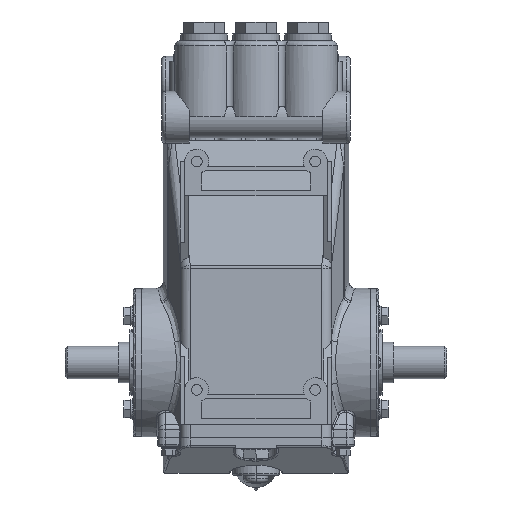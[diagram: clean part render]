
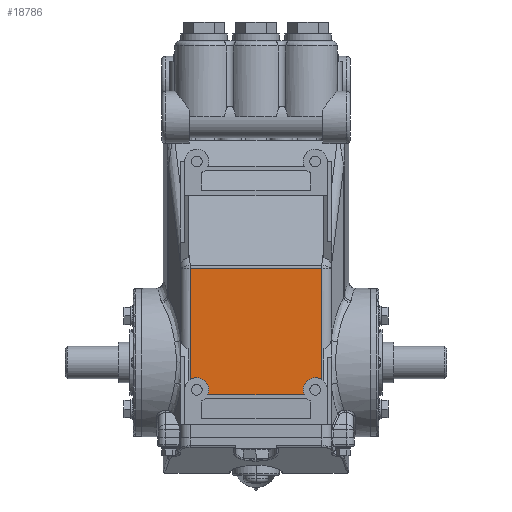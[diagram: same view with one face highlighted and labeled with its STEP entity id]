
A CAD part, front view. The second image highlights one B-rep face of the part: STEP entity #18786.
In plain terms, the highlighted planar face has unit normal (0, -1, 0).
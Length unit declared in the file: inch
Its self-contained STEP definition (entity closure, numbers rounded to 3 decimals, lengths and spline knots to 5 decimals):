
#1129 = DIRECTION ( 'NONE',  ( 0., 0., 1. ) ) ;
#1130 = VECTOR ( 'NONE', #1129, 39.37008 ) ;
#1131 = CARTESIAN_POINT ( 'NONE',  ( 1.91763, -2.375, 2.8 ) ) ;
#1132 = LINE ( 'NONE', #1131, #1130 ) ;
#1133 = CARTESIAN_POINT ( 'NONE',  ( 1.91763, -2.375, 2.7573 ) ) ;
#1173 = DIRECTION ( 'NONE',  ( 0., -1., 0. ) ) ;
#1174 = CARTESIAN_POINT ( 'NONE',  ( 1.73, -2.375, -0.8 ) ) ;
#1175 = AXIS2_PLACEMENT_3D ( 'NONE', #1174, #1173, #1220 ) ;
#1183 = CIRCLE ( 'NONE', #1175, 0.355 ) ;
#1184 = CARTESIAN_POINT ( 'NONE',  ( 1.91763, -2.375, -0.49864 ) ) ;
#1220 = DIRECTION ( 'NONE',  ( 0., 0., 1. ) ) ;
#2212 = DIRECTION ( 'NONE',  ( 0., 0., -1. ) ) ;
#2213 = VECTOR ( 'NONE', #2212, 39.37008 ) ;
#2214 = CARTESIAN_POINT ( 'NONE',  ( -1.91763, -2.375, -2.2 ) ) ;
#2215 = LINE ( 'NONE', #2214, #2213 ) ;
#2216 = CARTESIAN_POINT ( 'NONE',  ( -1.91763, -2.375, 2.7573 ) ) ;
#2233 = DIRECTION ( 'NONE',  ( -1., 0., 0. ) ) ;
#2234 = VECTOR ( 'NONE', #2233, 39.37008 ) ;
#2235 = CARTESIAN_POINT ( 'NONE',  ( 2.715, -2.375, 2.7573 ) ) ;
#2236 = LINE ( 'NONE', #2235, #2234 ) ;
#2248 = DIRECTION ( 'NONE',  ( 1., 0., 0. ) ) ;
#2249 = VECTOR ( 'NONE', #2248, 39.37008 ) ;
#2250 = CARTESIAN_POINT ( 'NONE',  ( 2.715, -2.375, -0.93717 ) ) ;
#2251 = LINE ( 'NONE', #2250, #2249 ) ;
#2252 = CARTESIAN_POINT ( 'NONE',  ( -1.40257, -2.375, -0.93717 ) ) ;
#2253 = DIRECTION ( 'NONE',  ( 0., 0., 1. ) ) ;
#2254 = DIRECTION ( 'NONE',  ( 0., 1., 0. ) ) ;
#2255 = AXIS2_PLACEMENT_3D ( 'NONE', #2262, #2254, #2253 ) ;
#2256 = CIRCLE ( 'NONE', #2255, 0.355 ) ;
#2257 = DIRECTION ( 'NONE',  ( 0., 0., 1. ) ) ;
#2258 = DIRECTION ( 'NONE',  ( 0., 1., 0. ) ) ;
#2259 = CARTESIAN_POINT ( 'NONE',  ( 2.715, -2.375, -2.2 ) ) ;
#2260 = AXIS2_PLACEMENT_3D ( 'NONE', #2259, #2258, #2257 ) ;
#2261 = PLANE ( 'NONE',  #2260 ) ;
#2262 = CARTESIAN_POINT ( 'NONE',  ( -1.73, -2.375, -0.8 ) ) ;
#2263 = FACE_OUTER_BOUND ( 'NONE', #18788, .T. ) ;
#2953 = DIRECTION ( 'NONE',  ( 0., 0., 1. ) ) ;
#2954 = DIRECTION ( 'NONE',  ( 0., -1., 0. ) ) ;
#2955 = AXIS2_PLACEMENT_3D ( 'NONE', #2962, #2954, #2953 ) ;
#2956 = CIRCLE ( 'NONE', #2955, 0.355 ) ;
#2962 = CARTESIAN_POINT ( 'NONE',  ( 1.73, -2.375, -0.8 ) ) ;
#3167 = CARTESIAN_POINT ( 'NONE',  ( 1.73, -2.375, -0.445 ) ) ;
#3174 = CARTESIAN_POINT ( 'NONE',  ( 1.40257, -2.375, -0.93717 ) ) ;
#15986 = VERTEX_POINT ( 'NONE', #49002 ) ;
#15988 = EDGE_CURVE ( 'NONE', #15989, #15986, #49000, .T. ) ;
#15989 = VERTEX_POINT ( 'NONE', #49001 ) ;
#17952 = VERTEX_POINT ( 'NONE', #1133 ) ;
#17956 = EDGE_CURVE ( 'NONE', #17994, #17952, #1132, .T. ) ;
#17994 = VERTEX_POINT ( 'NONE', #1184 ) ;
#17996 = EDGE_CURVE ( 'NONE', #17994, #19518, #1183, .T. ) ;
#18766 = ORIENTED_EDGE ( 'NONE', *, *, #18767, .T. ) ;
#18767 = EDGE_CURVE ( 'NONE', #17952, #18769, #2236, .T. ) ;
#18769 = VERTEX_POINT ( 'NONE', #2216 ) ;
#18770 = ORIENTED_EDGE ( 'NONE', *, *, #18772, .T. ) ;
#18772 = EDGE_CURVE ( 'NONE', #18769, #15989, #2215, .T. ) ;
#18786 = ADVANCED_FACE ( 'NONE', ( #2263 ), #2261, .F. ) ;
#18788 = EDGE_LOOP ( 'NONE', ( #18789, #18791, #18798, #18803, #18804, #18805, #18766, #18770 ) ) ;
#18789 = ORIENTED_EDGE ( 'NONE', *, *, #15988, .T. ) ;
#18791 = ORIENTED_EDGE ( 'NONE', *, *, #18793, .T. ) ;
#18793 = EDGE_CURVE ( 'NONE', #15986, #18795, #2256, .T. ) ;
#18795 = VERTEX_POINT ( 'NONE', #2252 ) ;
#18798 = ORIENTED_EDGE ( 'NONE', *, *, #18800, .T. ) ;
#18800 = EDGE_CURVE ( 'NONE', #18795, #19508, #2251, .T. ) ;
#18803 = ORIENTED_EDGE ( 'NONE', *, *, #19390, .F. ) ;
#18804 = ORIENTED_EDGE ( 'NONE', *, *, #17996, .F. ) ;
#18805 = ORIENTED_EDGE ( 'NONE', *, *, #17956, .T. ) ;
#19390 = EDGE_CURVE ( 'NONE', #19518, #19508, #2956, .T. ) ;
#19508 = VERTEX_POINT ( 'NONE', #3174 ) ;
#19518 = VERTEX_POINT ( 'NONE', #3167 ) ;
#48998 = CARTESIAN_POINT ( 'NONE',  ( -1.73, -2.375, -0.8 ) ) ;
#48999 = AXIS2_PLACEMENT_3D ( 'NONE', #48998, #49058, #49057 ) ;
#49000 = CIRCLE ( 'NONE', #48999, 0.355 ) ;
#49001 = CARTESIAN_POINT ( 'NONE',  ( -1.91763, -2.375, -0.49864 ) ) ;
#49002 = CARTESIAN_POINT ( 'NONE',  ( -1.73, -2.375, -0.445 ) ) ;
#49057 = DIRECTION ( 'NONE',  ( 0., 0., 1. ) ) ;
#49058 = DIRECTION ( 'NONE',  ( 0., 1., 0. ) ) ;
